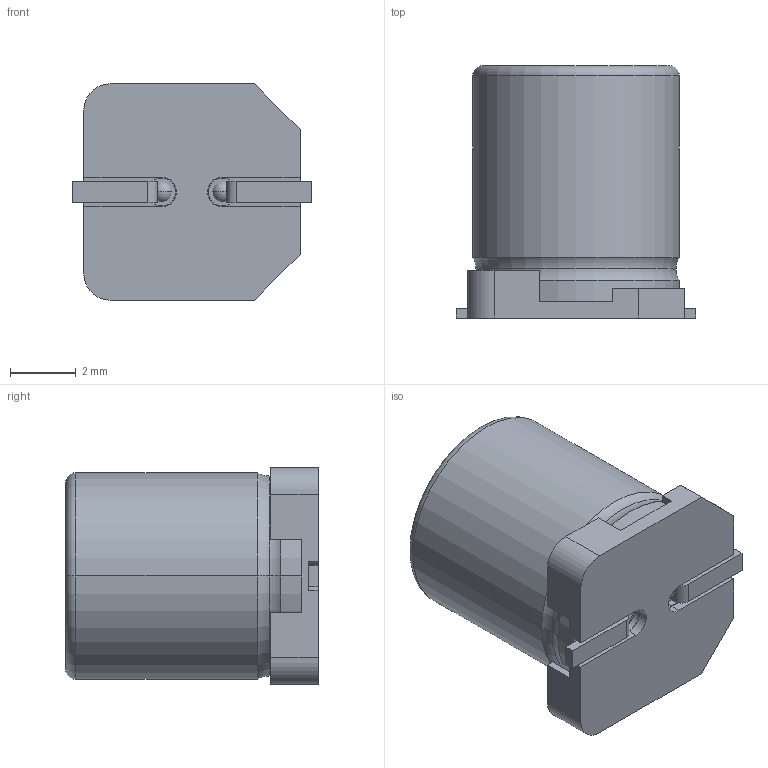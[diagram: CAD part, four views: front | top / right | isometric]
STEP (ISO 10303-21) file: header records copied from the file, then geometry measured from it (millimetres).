
FILE_DESCRIPTION (( 'STEP AP214' ), '1' );
FILE_NAME ('昗弨昳兂6.3 SIZE CODE D8.stp', '2018-07-11T04:20:12', ( '' ), ( '' ), 'SwSTEP 2.0', 'SolidWorks 2015', '' );
FILE_SCHEMA (( 'AUTOMOTIVE_DESIGN' ));
Length unit declared in the file: millimetre
Products named in the file (4): 標準SIZE CODE D8-003; 昗弨昳兂6.3 SIZE CODE D8; 標準SIZE CODE D8-001; 標準SIZE CODE D8-002
Assembly tree (4 placements, depth 2):
  昗弨昳兂6.3 SIZE CODE D8
    標準SIZE CODE D8-001
    標準SIZE CODE D8-002
    標準SIZE CODE D8-003  x2
Bounding box: 7.3 x 7.7 x 6.6 mm (x, y, z)
Volume: 248.9 mm3; surface area: 333.3 mm2
Topology: 4 solids, 4 shells, 81 faces, 210 edges, 134 vertices
Faces by surface type: plane 48, cylinder 23, torus 6, sphere 4
Entity records: 2211 total; most frequent: DIRECTION 376, CARTESIAN_POINT 356, ORIENTED_EDGE 342, EDGE_CURVE 171, AXIS2_PLACEMENT_3D 131, VECTOR 114, LINE 114, VERTEX_POINT 111
